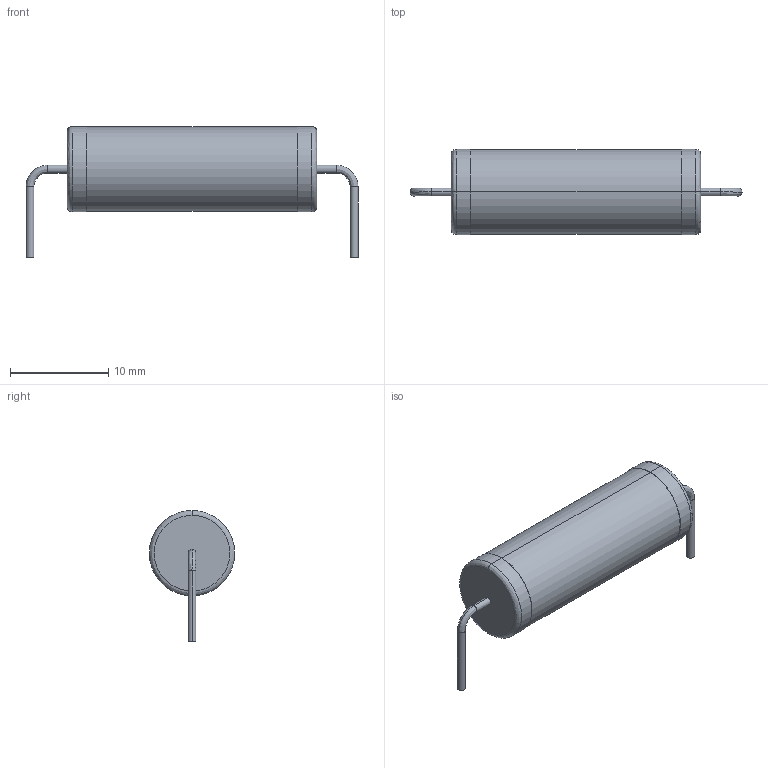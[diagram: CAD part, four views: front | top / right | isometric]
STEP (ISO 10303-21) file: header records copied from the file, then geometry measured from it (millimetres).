
FILE_DESCRIPTION (( 'STEP AP214' ), '1' );
FILE_NAME ('User Library-Wirewound_5W.STEP', '2014-01-21T12:38:27', ( 'Windows User' ), ( '' ), 'SwSTEP 2.0', 'SolidWorks 2014', '' );
FILE_SCHEMA (( 'AUTOMOTIVE_DESIGN' ));
Length unit declared in the file: millimetre
Products named in the file (10): User Library-Wirewound_5W_Fillet001; User Library-Wirewound_5W_Fillet; User Library-Wirewound_5W_Torus001; User Library-Wirewound_5W_Torus; User Library-Wirewound_5W_Cylinder006; User Library-Wirewound_5W_Cylinder005; User Library-Wirewound_5W_leed2; User Library-Wirewound_5W_leed1; User Library-Wirewound_5W_body; User Library-Wirewound_5W
Assembly tree (9 placements, depth 2):
  User Library-Wirewound_5W
    User Library-Wirewound_5W_body
    User Library-Wirewound_5W_leed1
    User Library-Wirewound_5W_leed2
    User Library-Wirewound_5W_Cylinder005
    User Library-Wirewound_5W_Cylinder006
    User Library-Wirewound_5W_Torus
    User Library-Wirewound_5W_Torus001
    User Library-Wirewound_5W_Fillet
    User Library-Wirewound_5W_Fillet001
Bounding box: 33.82 x 8.7 x 13.35 mm (x, y, z)
Volume: 1490.1 mm3; surface area: 1096.1 mm2
Topology: 9 solids, 9 shells, 40 faces, 62 edges, 40 vertices
Faces by surface type: plane 18, cylinder 14, bspline 8
Entity records: 1912 total; most frequent: CARTESIAN_POINT 358, DIRECTION 174, ORIENTED_EDGE 124, AXIS2_PLACEMENT_3D 80, UNCERTAINTY_MEASURE_WITH_UNIT 68, EDGE_CURVE 62, SURFACE_SIDE_STYLE 58, PRESENTATION_STYLE_ASSIGNMENT 58
